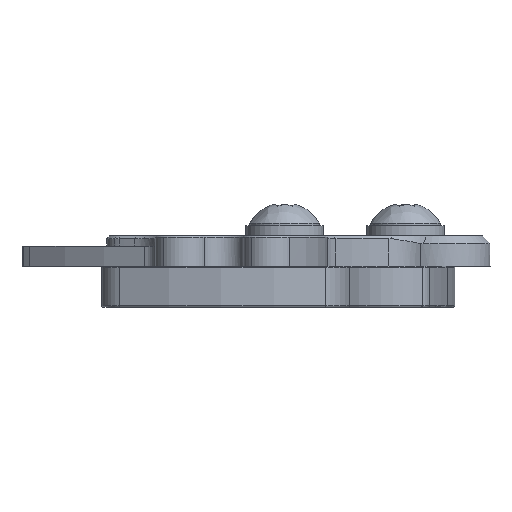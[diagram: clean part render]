
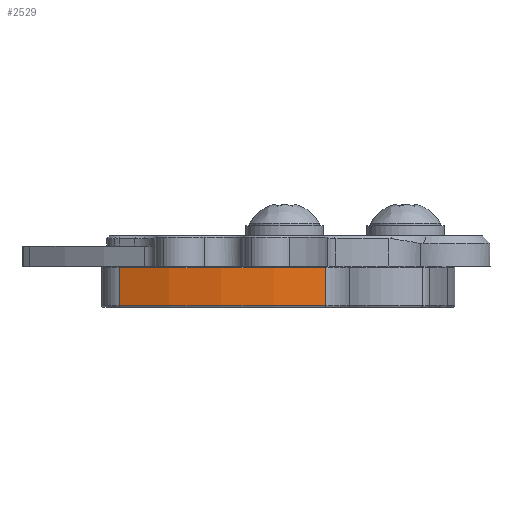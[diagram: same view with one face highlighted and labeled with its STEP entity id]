
A CAD part, left-side view. The second image highlights one B-rep face of the part: STEP entity #2529.
In plain terms, the highlighted cylindrical face has radius 60.629 mm (diameter 121.259 mm), a partial arc.
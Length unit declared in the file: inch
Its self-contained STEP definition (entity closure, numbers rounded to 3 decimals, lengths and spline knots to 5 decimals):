
#450 = DIRECTION ( 'NONE',  ( 0., 0., -1. ) ) ;
#519 = AXIS2_PLACEMENT_3D ( 'NONE', #985, #5954, #1700 ) ;
#565 = VERTEX_POINT ( 'NONE', #2722 ) ;
#656 = CARTESIAN_POINT ( 'NONE',  ( 4.7336, -7.23053, 0.01 ) ) ;
#929 = CARTESIAN_POINT ( 'NONE',  ( 6.33623, -7.35348, 0.30496 ) ) ;
#970 = CARTESIAN_POINT ( 'NONE',  ( 4.7336, -7.23053, 0.31496 ) ) ;
#985 = CARTESIAN_POINT ( 'NONE',  ( 5.70684, -5.05097, 0.01 ) ) ;
#1700 = DIRECTION ( 'NONE',  ( 1., 0., 0. ) ) ;
#1899 = CARTESIAN_POINT ( 'NONE',  ( 5.70684, -5.05097, 0.31496 ) ) ;
#2007 = EDGE_CURVE ( 'NONE', #3158, #8971, #2754, .T. ) ;
#2353 = ORIENTED_EDGE ( 'NONE', *, *, #5269, .T. ) ;
#2529 = ADVANCED_FACE ( 'NONE', ( #7187 ), #3187, .T. ) ;
#2708 = EDGE_CURVE ( 'NONE', #565, #5859, #3077, .T. ) ;
#2720 = CIRCLE ( 'NONE', #519, 2.38698 ) ;
#2722 = CARTESIAN_POINT ( 'NONE',  ( 4.7336, -7.23053, 0.30496 ) ) ;
#2754 = LINE ( 'NONE', #8766, #5089 ) ;
#3077 = LINE ( 'NONE', #970, #4975 ) ;
#3158 = VERTEX_POINT ( 'NONE', #929 ) ;
#3187 = CYLINDRICAL_SURFACE ( 'NONE', #7149, 2.38698 ) ;
#3776 = AXIS2_PLACEMENT_3D ( 'NONE', #4058, #9090, #4803 ) ;
#4058 = CARTESIAN_POINT ( 'NONE',  ( 5.70684, -5.05097, 0.30496 ) ) ;
#4070 = ORIENTED_EDGE ( 'NONE', *, *, #8924, .T. ) ;
#4479 = DIRECTION ( 'NONE',  ( 0., 0., -1. ) ) ;
#4590 = CARTESIAN_POINT ( 'NONE',  ( 6.33623, -7.35348, 0.01 ) ) ;
#4803 = DIRECTION ( 'NONE',  ( 1., 0., 0. ) ) ;
#4975 = VECTOR ( 'NONE', #5242, 39.37008 ) ;
#5089 = VECTOR ( 'NONE', #4479, 39.37008 ) ;
#5242 = DIRECTION ( 'NONE',  ( 0., 0., -1. ) ) ;
#5269 = EDGE_CURVE ( 'NONE', #3158, #565, #6222, .T. ) ;
#5754 = ORIENTED_EDGE ( 'NONE', *, *, #2007, .F. ) ;
#5859 = VERTEX_POINT ( 'NONE', #656 ) ;
#5954 = DIRECTION ( 'NONE',  ( 0., 0., 1. ) ) ;
#5990 = EDGE_LOOP ( 'NONE', ( #5754, #2353, #8071, #4070 ) ) ;
#6153 = DIRECTION ( 'NONE',  ( -1., 0., 0. ) ) ;
#6222 = CIRCLE ( 'NONE', #3776, 2.38698 ) ;
#7149 = AXIS2_PLACEMENT_3D ( 'NONE', #1899, #450, #6153 ) ;
#7187 = FACE_OUTER_BOUND ( 'NONE', #5990, .T. ) ;
#8071 = ORIENTED_EDGE ( 'NONE', *, *, #2708, .T. ) ;
#8766 = CARTESIAN_POINT ( 'NONE',  ( 6.33623, -7.35348, 0.31496 ) ) ;
#8924 = EDGE_CURVE ( 'NONE', #5859, #8971, #2720, .T. ) ;
#8971 = VERTEX_POINT ( 'NONE', #4590 ) ;
#9090 = DIRECTION ( 'NONE',  ( 0., 0., -1. ) ) ;
